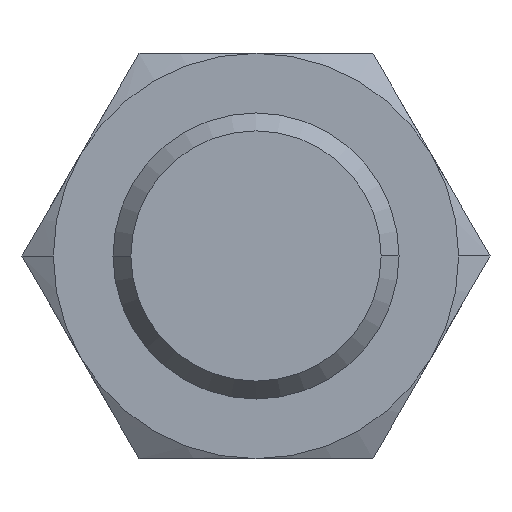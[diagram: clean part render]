
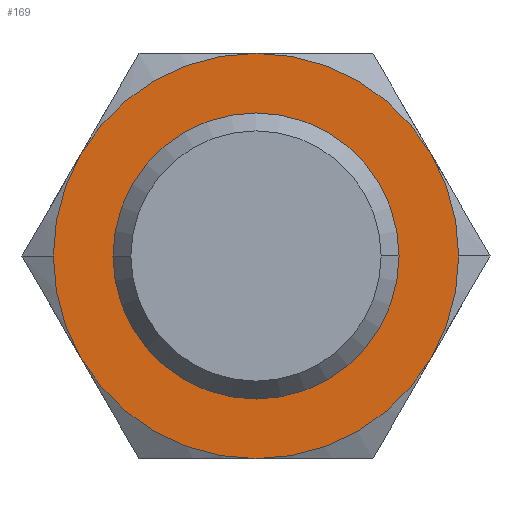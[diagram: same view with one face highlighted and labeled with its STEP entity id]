
A CAD part, front view. The second image highlights one B-rep face of the part: STEP entity #169.
In plain terms, the highlighted planar face has unit normal (0, -1, 0).
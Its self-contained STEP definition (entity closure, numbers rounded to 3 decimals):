
#169=ADVANCED_FACE('',(#354,#355),#356,.T.);
#354=FACE_OUTER_BOUND('',#546,.T.);
#355=FACE_BOUND('',#547,.T.);
#356=PLANE('',#548);
#546=EDGE_LOOP('',(#1150,#1151,#1152,#1153,#1154,#1155,#1156,#1157));
#547=EDGE_LOOP('',(#1158,#1159));
#548=AXIS2_PLACEMENT_3D('',#1160,#1161,#1162);
#1150=ORIENTED_EDGE('',*,*,#1380,.F.);
#1151=ORIENTED_EDGE('',*,*,#1366,.F.);
#1152=ORIENTED_EDGE('',*,*,#1369,.F.);
#1153=ORIENTED_EDGE('',*,*,#1371,.F.);
#1154=ORIENTED_EDGE('',*,*,#1364,.F.);
#1155=ORIENTED_EDGE('',*,*,#1375,.F.);
#1156=ORIENTED_EDGE('',*,*,#1378,.F.);
#1157=ORIENTED_EDGE('',*,*,#1360,.F.);
#1158=ORIENTED_EDGE('',*,*,#1400,.T.);
#1159=ORIENTED_EDGE('',*,*,#1344,.T.);
#1160=CARTESIAN_POINT('',(7.25,-8.0,0.0));
#1161=DIRECTION('',(-0.0,-1.0,-0.0));
#1162=DIRECTION('',(-1.0,0.0,0.0));
#1344=EDGE_CURVE('',#1608,#1605,#1609,.T.);
#1360=EDGE_CURVE('',#1635,#1638,#1639,.T.);
#1364=EDGE_CURVE('',#1644,#1642,#1646,.T.);
#1366=EDGE_CURVE('',#1648,#1650,#1651,.T.);
#1369=EDGE_CURVE('',#1654,#1648,#1656,.T.);
#1371=EDGE_CURVE('',#1642,#1654,#1658,.T.);
#1375=EDGE_CURVE('',#1662,#1644,#1664,.T.);
#1378=EDGE_CURVE('',#1638,#1662,#1668,.T.);
#1380=EDGE_CURVE('',#1650,#1635,#1670,.T.);
#1400=EDGE_CURVE('',#1605,#1608,#1698,.T.);
#1605=VERTEX_POINT('',#2341);
#1608=VERTEX_POINT('',#2345);
#1609=CIRCLE('',#2346,6.0);
#1635=VERTEX_POINT('',#2401);
#1638=VERTEX_POINT('',#2405);
#1639=CIRCLE('',#2406,8.5);
#1642=VERTEX_POINT('',#2420);
#1644=VERTEX_POINT('',#2423);
#1646=CIRCLE('',#2436,8.5);
#1648=VERTEX_POINT('',#2438);
#1650=VERTEX_POINT('',#2451);
#1651=CIRCLE('',#2452,8.5);
#1654=VERTEX_POINT('',#2466);
#1656=CIRCLE('',#2479,8.5);
#1658=CIRCLE('',#2492,8.5);
#1662=VERTEX_POINT('',#2518);
#1664=CIRCLE('',#2531,8.5);
#1668=CIRCLE('',#2557,8.5);
#1670=CIRCLE('',#2570,8.5);
#1698=CIRCLE('',#2708,6.0);
#2341=CARTESIAN_POINT('',(6.0,-8.0,0.0));
#2345=CARTESIAN_POINT('',(-6.0,-8.0,0.));
#2346=AXIS2_PLACEMENT_3D('',#2928,#2929,#2930);
#2401=CARTESIAN_POINT('',(8.5,-8.0,0.));
#2405=CARTESIAN_POINT('',(7.361,-8.0,-4.25));
#2406=AXIS2_PLACEMENT_3D('',#2954,#2955,#2956);
#2420=CARTESIAN_POINT('',(-8.5,-8.0,0.));
#2423=CARTESIAN_POINT('',(-7.361,-8.0,-4.25));
#2436=AXIS2_PLACEMENT_3D('',#2958,#2959,#2960);
#2438=CARTESIAN_POINT('',(0.,-8.0,8.5));
#2451=CARTESIAN_POINT('',(7.361,-8.0,4.25));
#2452=AXIS2_PLACEMENT_3D('',#2961,#2962,#2963);
#2466=CARTESIAN_POINT('',(-7.361,-8.0,4.25));
#2479=AXIS2_PLACEMENT_3D('',#2964,#2965,#2966);
#2492=AXIS2_PLACEMENT_3D('',#2967,#2968,#2969);
#2518=CARTESIAN_POINT('',(0.0,-8.0,-8.5));
#2531=AXIS2_PLACEMENT_3D('',#2970,#2971,#2972);
#2557=AXIS2_PLACEMENT_3D('',#2973,#2974,#2975);
#2570=AXIS2_PLACEMENT_3D('',#2976,#2977,#2978);
#2708=AXIS2_PLACEMENT_3D('',#3006,#3007,#3008);
#2928=CARTESIAN_POINT('',(0.0,-8.0,0.0));
#2929=DIRECTION('',(-0.0,1.0,0.0));
#2930=DIRECTION('',(1.0,0.0,0.0));
#2954=CARTESIAN_POINT('',(0.0,-8.0,0.0));
#2955=DIRECTION('',(-0.0,1.0,0.0));
#2956=DIRECTION('',(1.0,0.0,0.0));
#2958=CARTESIAN_POINT('',(0.0,-8.0,0.0));
#2959=DIRECTION('',(-0.0,1.0,0.0));
#2960=DIRECTION('',(1.0,0.0,0.0));
#2961=CARTESIAN_POINT('',(0.0,-8.0,0.0));
#2962=DIRECTION('',(-0.0,1.0,0.0));
#2963=DIRECTION('',(1.0,0.0,0.0));
#2964=CARTESIAN_POINT('',(0.0,-8.0,0.0));
#2965=DIRECTION('',(-0.0,1.0,0.0));
#2966=DIRECTION('',(1.0,0.0,0.0));
#2967=CARTESIAN_POINT('',(0.0,-8.0,0.0));
#2968=DIRECTION('',(-0.0,1.0,0.0));
#2969=DIRECTION('',(1.0,0.0,0.0));
#2970=CARTESIAN_POINT('',(0.0,-8.0,0.0));
#2971=DIRECTION('',(-0.0,1.0,0.0));
#2972=DIRECTION('',(1.0,0.0,0.0));
#2973=CARTESIAN_POINT('',(0.0,-8.0,0.0));
#2974=DIRECTION('',(-0.0,1.0,0.0));
#2975=DIRECTION('',(1.0,0.0,0.0));
#2976=CARTESIAN_POINT('',(0.0,-8.0,0.0));
#2977=DIRECTION('',(-0.0,1.0,0.0));
#2978=DIRECTION('',(1.0,0.0,0.0));
#3006=CARTESIAN_POINT('',(0.0,-8.0,0.0));
#3007=DIRECTION('',(-0.0,1.0,0.0));
#3008=DIRECTION('',(1.0,0.0,0.0));
